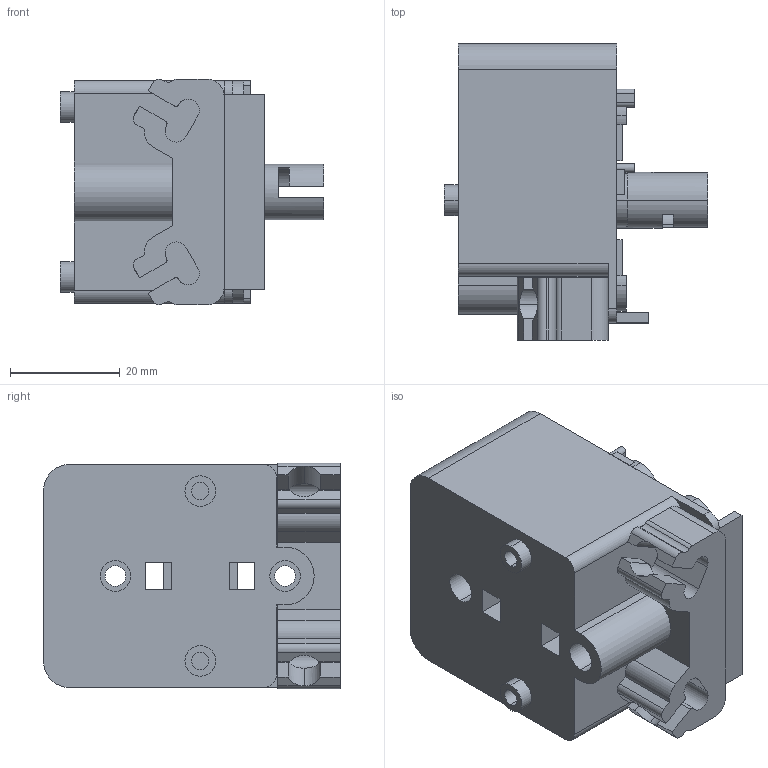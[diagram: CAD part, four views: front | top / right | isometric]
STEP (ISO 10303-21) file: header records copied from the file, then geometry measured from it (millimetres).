
FILE_DESCRIPTION(('starvars output'),'2;1');
FILE_NAME('9001KM38LR_3D.stp','19:30:50 2020/03/31',( 'Thomas Industrial Network Germany GmbH'),( 'Thomas Industrial Network Germany GmbH'),'unknown preprocess','ACIS' ,'unknown authorization');
FILE_SCHEMA(('AUTOMOTIVE_DESIGN_CC2 {UNKNOWN IMPLEMENTATION LEVEL}'));
Length unit declared in the file: millimetre
Products named in the file (1): PRODUCT_ID_6
Bounding box: 48.01 x 54.08 x 41.15 mm (x, y, z)
Volume: 54423.6 mm3; surface area: 15252.8 mm2
Topology: 1 solids, 1 shells, 221 faces, 624 edges, 414 vertices
Faces by surface type: plane 135, cylinder 86
Entity records: 8400 total; most frequent: ORIENTED_EDGE 1248, CARTESIAN_POINT 1241, DIRECTION 963, EDGE_CURVE 624, VERTEX_POINT 414, VECTOR 371, LINE 371, AXIS2_PLACEMENT_3D 296
